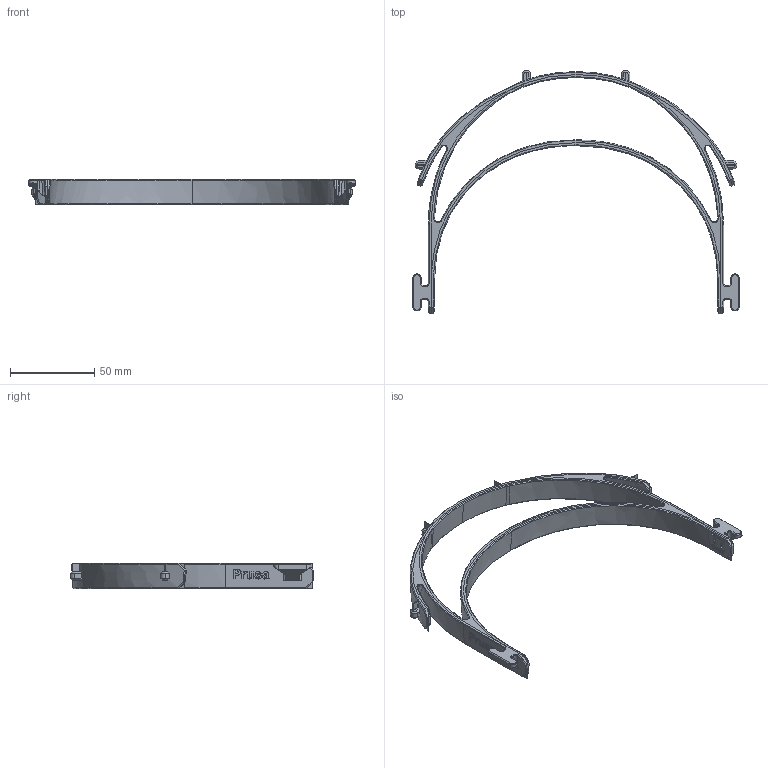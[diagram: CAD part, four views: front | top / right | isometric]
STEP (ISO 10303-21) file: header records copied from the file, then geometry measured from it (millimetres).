
FILE_DESCRIPTION(/* description */ (''),/* implementation_level */ '2;1');
FILE_NAME(/* name */ 'Prusa - Adafruit - Nexus Mod Thin - PG Mod Cast v7.step',/* time_stamp */ '2020-04-05T05:08:25-07:00',/* author */ (''),/* organization */ (''),/* preprocessor_version */ 'ST-DEVELOPER v18',/* originating_system */ 'Autodesk Translation Framework v8.12.0.6',/* authorisation */ '');
FILE_SCHEMA (('AUTOMOTIVE_DESIGN { 1 0 10303 214 3 1 1 }'));
Length unit declared in the file: millimetre
Products named in the file (2): Prusa -  Adafruit - Nexus Mod Thin - PG Mod Cast; Nexusized Thin Prusa RC2
Assembly tree (1 placements, depth 2):
  Prusa -  Adafruit - Nexus Mod Thin - PG Mod Cast
    Nexusized Thin Prusa RC2
Bounding box: 194 x 144.58 x 15 mm (x, y, z)
Volume: 34352.2 mm3; surface area: 37292.3 mm2
Topology: 5 solids, 13 shells, 686 faces, 1851 edges, 1214 vertices
Faces by surface type: bspline 344, plane 304, cone 20, cylinder 18
Entity records: 27600 total; most frequent: CARTESIAN_POINT 12809, ORIENTED_EDGE 3662, DIRECTION 1863, EDGE_CURVE 1851, VERTEX_POINT 1214, LINE 1061, VECTOR 1061, B_SPLINE_CURVE_WITH_KNOTS 726
